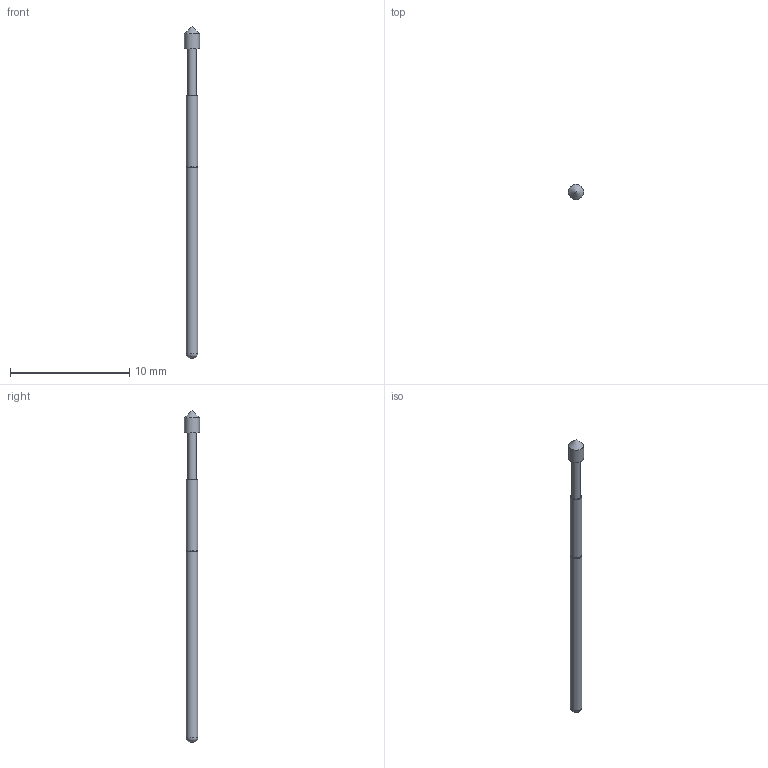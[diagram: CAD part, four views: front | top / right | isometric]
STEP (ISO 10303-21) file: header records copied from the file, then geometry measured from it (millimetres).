
FILE_DESCRIPTION(('STEP AP214'), '1');
FILE_NAME('pogo_pin', '', ('UNSPECIFIED'), ('UNSPECIFIED'), 'ASCON STEP Converter 1.6', 'ASCON Math Kernel', '');
FILE_SCHEMA(('AUTOMOTIVE_DESIGN { 1 0 10303 214 3 1 1}'));
Length unit declared in the file: millimetre
Assembly tree (3 placements, depth 2):
  (unnamed)
    (unnamed)
    (unnamed)
    (unnamed)
Bounding box: 1.27 x 1.27 x 27.85 mm (x, y, z)
Volume: 13.3 mm3; surface area: 190.7 mm2
Topology: 3 solids, 3 shells, 35 faces, 61 edges, 35 vertices
Faces by surface type: torus 10, cylinder 10, plane 8, cone 6, bspline 1
Full cylindrical faces by diameter (mm): 0.64 x1, 0.68 x1, 0.73 x2, 0.78 x2, 0.88 x1, 0.98 x2, 1.27 x1
Entity records: 20625 total; most frequent: CARTESIAN_POINT 19562, DIRECTION 140, AXIS2_PLACEMENT_3D 70, EDGE_LOOP 64, ORIENTED_EDGE 64, FACE_OUTER_BOUND 53, COLOUR_RGB 39, PRESENTATION_STYLE_ASSIGNMENT 39
